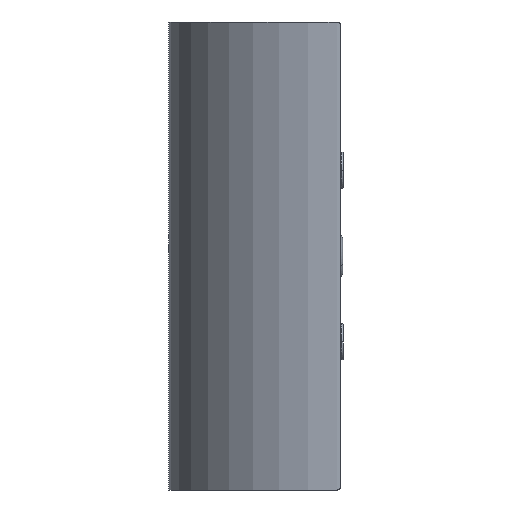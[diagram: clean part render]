
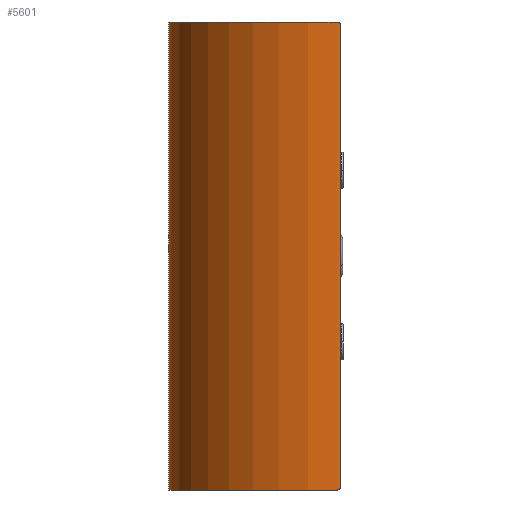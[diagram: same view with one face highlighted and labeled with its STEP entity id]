
A CAD part, left-side view. The second image highlights one B-rep face of the part: STEP entity #5601.
In plain terms, the highlighted cylindrical face has radius 55 mm (diameter 110 mm), a partial arc.
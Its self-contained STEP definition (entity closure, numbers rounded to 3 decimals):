
#3560=CARTESIAN_POINT('Vertex',(-55.,0.,74.)) ;
#3563=CARTESIAN_POINT('Line Origine',(-55.,0.,0.)) ;
#3567=CARTESIAN_POINT('Vertex',(-55.,0.,-74.)) ;
#3616=CARTESIAN_POINT('Vertex',(54.991,1.,75.)) ;
#3619=CARTESIAN_POINT('Axis2P3D Location',(0.,0.,75.)) ;
#3623=CARTESIAN_POINT('Vertex',(-54.991,1.,75.)) ;
#3966=CARTESIAN_POINT('Control Point',(-54.991,1.,-75.)) ;
#3967=CARTESIAN_POINT('Control Point',(-54.998,0.607,-75.)) ;
#3968=CARTESIAN_POINT('Control Point',(-55.001,0.21,-74.791)) ;
#3969=CARTESIAN_POINT('Control Point',(-55.,0.,-74.393)) ;
#3970=CARTESIAN_POINT('Control Point',(-55.,0.,-74.)) ;
#3971=CARTESIAN_POINT('Vertex',(-54.991,1.,-75.)) ;
#4089=CARTESIAN_POINT('Vertex',(54.991,1.,-75.)) ;
#4097=CARTESIAN_POINT('Axis2P3D Location',(0.,0.,-75.)) ;
#5473=CARTESIAN_POINT('Control Point',(54.991,1.,-75.)) ;
#5474=CARTESIAN_POINT('Control Point',(54.998,0.607,-75.)) ;
#5475=CARTESIAN_POINT('Control Point',(55.001,0.21,-74.791)) ;
#5476=CARTESIAN_POINT('Control Point',(55.,0.,-74.393)) ;
#5477=CARTESIAN_POINT('Control Point',(55.,0.,-74.)) ;
#5478=CARTESIAN_POINT('Vertex',(55.,0.,-74.)) ;
#5565=CARTESIAN_POINT('Axis2P3D Location',(0.,0.,0.674)) ;
#5571=CARTESIAN_POINT('Control Point',(54.991,1.,75.)) ;
#5572=CARTESIAN_POINT('Control Point',(54.998,0.607,75.)) ;
#5573=CARTESIAN_POINT('Control Point',(55.001,0.21,74.791)) ;
#5574=CARTESIAN_POINT('Control Point',(55.,0.,74.393)) ;
#5575=CARTESIAN_POINT('Control Point',(55.,0.,74.)) ;
#5576=CARTESIAN_POINT('Vertex',(55.,0.,74.)) ;
#5579=CARTESIAN_POINT('Line Origine',(55.,0.,0.674)) ;
#5585=CARTESIAN_POINT('Control Point',(-54.991,1.,75.)) ;
#5586=CARTESIAN_POINT('Control Point',(-54.998,0.607,75.)) ;
#5587=CARTESIAN_POINT('Control Point',(-55.001,0.21,74.791)) ;
#5588=CARTESIAN_POINT('Control Point',(-55.,0.,74.393)) ;
#5589=CARTESIAN_POINT('Control Point',(-55.,0.,74.)) ;
#3564=DIRECTION('Vector Direction',(0.,0.,1.)) ;
#3620=DIRECTION('Axis2P3D Direction',(0.,0.,1.)) ;
#4098=DIRECTION('Axis2P3D Direction',(0.,0.,1.)) ;
#5566=DIRECTION('Axis2P3D Direction',(0.,0.,-1.)) ;
#5567=DIRECTION('Axis2P3D XDirection',(0.512,0.859,0.)) ;
#5580=DIRECTION('Vector Direction',(0.,0.,-1.)) ;
#3621=AXIS2_PLACEMENT_3D('Circle Axis2P3D',#3619,#3620,$) ;
#4099=AXIS2_PLACEMENT_3D('Circle Axis2P3D',#4097,#4098,$) ;
#5568=AXIS2_PLACEMENT_3D('Cylinder Axis2P3D',#5565,#5566,#5567) ;
#5592=ORIENTED_EDGE('',*,*,#3625,.F.) ;
#5593=ORIENTED_EDGE('',*,*,#5578,.F.) ;
#5594=ORIENTED_EDGE('',*,*,#5583,.F.) ;
#5595=ORIENTED_EDGE('',*,*,#5480,.F.) ;
#5596=ORIENTED_EDGE('',*,*,#4101,.T.) ;
#5597=ORIENTED_EDGE('',*,*,#3973,.F.) ;
#5598=ORIENTED_EDGE('',*,*,#3569,.T.) ;
#5599=ORIENTED_EDGE('',*,*,#5590,.F.) ;
#3565=VECTOR('Line Direction',#3564,1.) ;
#5581=VECTOR('Line Direction',#5580,1.) ;
#5601=ADVANCED_FACE('GW-6805',(#5600),#5569,.T.) ;
#3965=B_SPLINE_CURVE_WITH_KNOTS('',4,(#3966,#3967,#3968,#3969,#3970),.UNSPECIFIED.,.F.,.U.,(5,5),(0.,2.221),.UNSPECIFIED.) ;
#5472=B_SPLINE_CURVE_WITH_KNOTS('',4,(#5473,#5474,#5475,#5476,#5477),.UNSPECIFIED.,.F.,.U.,(5,5),(0.,2.221),.UNSPECIFIED.) ;
#5570=B_SPLINE_CURVE_WITH_KNOTS('',4,(#5571,#5572,#5573,#5574,#5575),.UNSPECIFIED.,.F.,.U.,(5,5),(0.,2.221),.UNSPECIFIED.) ;
#5584=B_SPLINE_CURVE_WITH_KNOTS('',4,(#5585,#5586,#5587,#5588,#5589),.UNSPECIFIED.,.F.,.U.,(5,5),(0.,2.221),.UNSPECIFIED.) ;
#3622=CIRCLE('generated circle',#3621,55.) ;
#4100=CIRCLE('generated circle',#4099,55.) ;
#5569=CYLINDRICAL_SURFACE('generated cylinder',#5568,55.) ;
#3569=EDGE_CURVE('',#3568,#3561,#3566,.T.) ;
#3625=EDGE_CURVE('',#3617,#3624,#3622,.T.) ;
#3973=EDGE_CURVE('',#3568,#3972,#3965,.F.) ;
#4101=EDGE_CURVE('',#4090,#3972,#4100,.T.) ;
#5480=EDGE_CURVE('',#4090,#5479,#5472,.T.) ;
#5578=EDGE_CURVE('',#5577,#3617,#5570,.F.) ;
#5583=EDGE_CURVE('',#5479,#5577,#5582,.F.) ;
#5590=EDGE_CURVE('',#3624,#3561,#5584,.T.) ;
#5591=EDGE_LOOP('',(#5592,#5593,#5594,#5595,#5596,#5597,#5598,#5599)) ;
#5600=FACE_OUTER_BOUND('',#5591,.T.) ;
#3566=LINE('Line',#3563,#3565) ;
#5582=LINE('Line',#5579,#5581) ;
#3561=VERTEX_POINT('',#3560) ;
#3568=VERTEX_POINT('',#3567) ;
#3617=VERTEX_POINT('',#3616) ;
#3624=VERTEX_POINT('',#3623) ;
#3972=VERTEX_POINT('',#3971) ;
#4090=VERTEX_POINT('',#4089) ;
#5479=VERTEX_POINT('',#5478) ;
#5577=VERTEX_POINT('',#5576) ;
